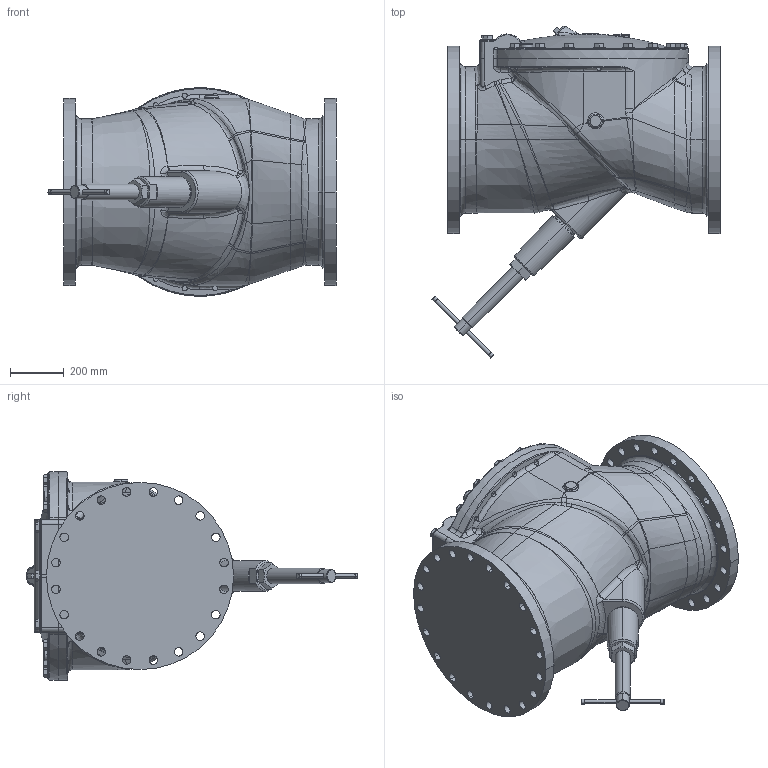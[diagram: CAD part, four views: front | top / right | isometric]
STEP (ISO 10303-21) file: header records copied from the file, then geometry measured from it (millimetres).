
FILE_DESCRIPTION((''),'2;1');
FILE_NAME('520ABF_SW0001','2023-11-02T07:36:43',('jlesh'),(''),'CREO PARAMETRIC BY PTC INC, 2023072','CREO PARAMETRIC BY PTC INC, 2023072','');
FILE_SCHEMA(('AUTOMOTIVE_DESIGN { 1 0 10303 214 1 1 1 1 }'));
Length unit declared in the file: inch
Products named in the file (1): 520ABF_SW0001
Bounding box: 1074.8 x 1238.95 x 777.96 mm (x, y, z)
Volume: 335823341.9 mm3; surface area: 3820789.9 mm2
Topology: 1 solids, 2 shells, 1089 faces, 2563 edges, 1537 vertices
Faces by surface type: bspline 283, plane 255, cylinder 231, torus 155, cone 147, sphere 18
Entity records: 65346 total; most frequent: CARTESIAN_POINT 35754, ORIENTED_EDGE 5108, DIRECTION 4474, EDGE_CURVE 2554, AXIS2_PLACEMENT_3D 1948, VERTEX_POINT 1537, COLOUR_RGB 1331, EDGE_LOOP 1239
